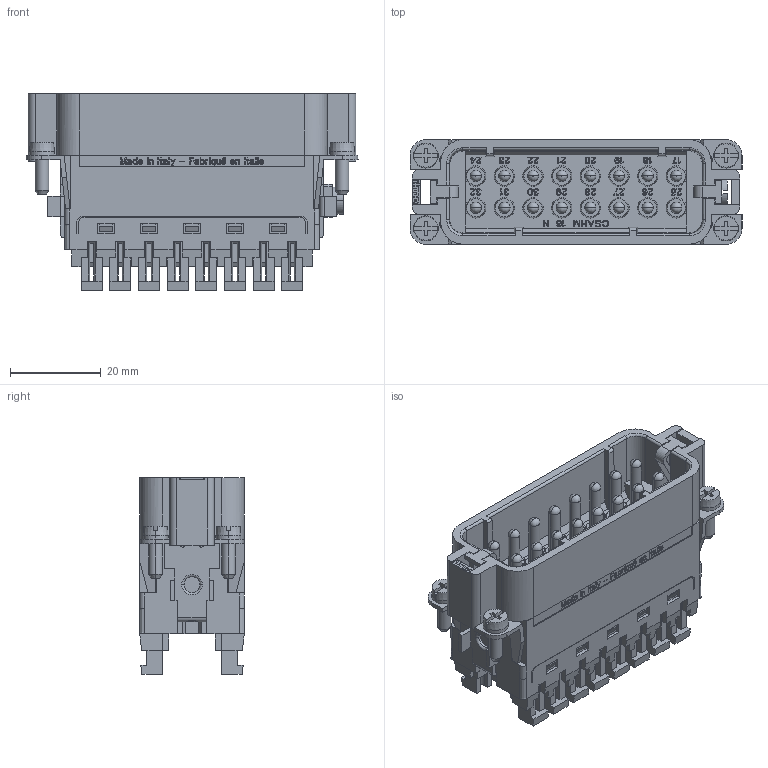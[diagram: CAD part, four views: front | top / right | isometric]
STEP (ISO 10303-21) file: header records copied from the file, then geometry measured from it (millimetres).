
FILE_DESCRIPTION(('Creo Elements/Direct Modeling STEP Export'),'2;1');
FILE_NAME('0lndrr043877ecp2072','2016-06-16T14:29:51',(''),(''),'PTC Creo Elements/Direct Modeling STEP processor for AP214 (Solid Model)','PTC Creo Elements/Direct Modeling 19.0B 21-Mar-2015 (C) Parametric Technology GmbH','');
FILE_SCHEMA(('AUTOMOTIVE_DESIGN { 1 0 10303 214 1 1 1 1 }'));
Products named in the file (2): CSAHM_16_N
Assembly tree (1 placements, depth 2):
  CSAHM_16_N
    CSAHM_16_N
Bounding box: 73 x 23 x 43.2 mm (x, y, z)
Volume: 34749.4 mm3; surface area: 23142.2 mm2
Topology: 1 solids, 1 shells, 1919 faces, 9549 edges, 7808 vertices
Faces by surface type: plane 1387, cylinder 346, torus 98, cone 80, bspline 8
Entity records: 124737 total; most frequent: CARTESIAN_POINT 31717, ORIENTED_EDGE 19098, DIRECTION 13059, EDGE_CURVE 9549, VECTOR 8133, LINE 8133, VERTEX_POINT 7808, AXIS2_PLACEMENT_3D 2463
